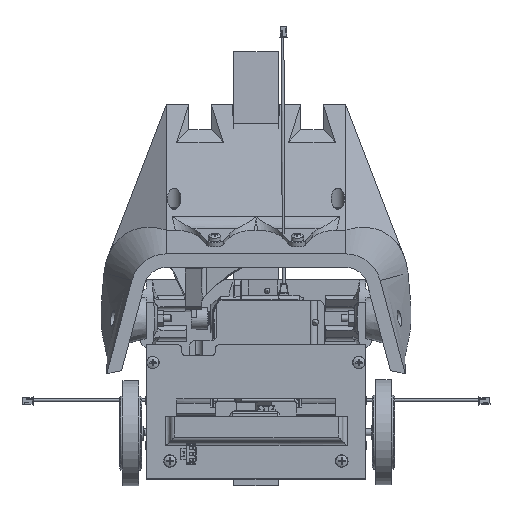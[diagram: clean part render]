
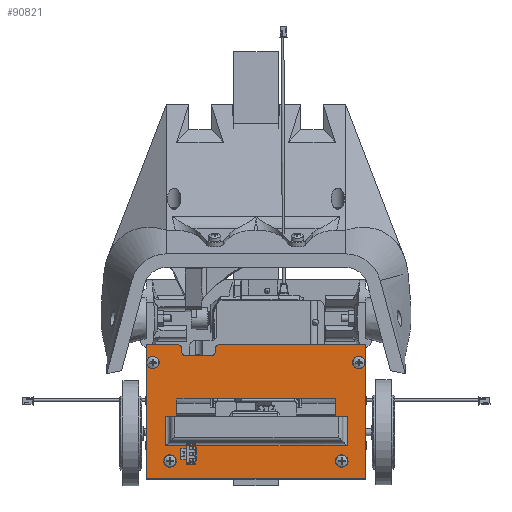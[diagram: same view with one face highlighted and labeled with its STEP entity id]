
A CAD part, top view. The second image highlights one B-rep face of the part: STEP entity #90821.
In plain terms, the highlighted planar face has unit normal (0, 0, 1).
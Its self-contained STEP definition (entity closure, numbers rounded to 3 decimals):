
#2290=FACE_BOUND('',#14030,.T.);
#2291=FACE_BOUND('',#14031,.T.);
#2292=FACE_BOUND('',#14032,.T.);
#2293=FACE_BOUND('',#14033,.T.);
#2294=FACE_BOUND('',#14034,.T.);
#4763=PLANE('',#97360);
#8931=FACE_OUTER_BOUND('',#14029,.T.);
#14029=EDGE_LOOP('',(#69877,#69878,#69879,#69880,#69881,#69882,#69883,#69884,
#69885,#69886,#69887,#69888));
#14030=EDGE_LOOP('',(#69889,#69890,#69891,#69892,#69893,#69894,#69895,#69896));
#14031=EDGE_LOOP('',(#69897));
#14032=EDGE_LOOP('',(#69898));
#14033=EDGE_LOOP('',(#69899));
#14034=EDGE_LOOP('',(#69900));
#20063=LINE('',#155453,#29861);
#20065=LINE('',#155460,#29863);
#20066=LINE('',#155462,#29864);
#20067=LINE('',#155466,#29865);
#20068=LINE('',#155470,#29866);
#20069=LINE('',#155474,#29867);
#20070=LINE('',#155478,#29868);
#20071=LINE('',#155480,#29869);
#20072=LINE('',#155481,#29870);
#20073=LINE('',#155483,#29871);
#20074=LINE('',#155485,#29872);
#20075=LINE('',#155487,#29873);
#20076=LINE('',#155489,#29874);
#20077=LINE('',#155491,#29875);
#20078=LINE('',#155493,#29876);
#20079=LINE('',#155494,#29877);
#29861=VECTOR('',#109561,10.);
#29863=VECTOR('',#109567,10.);
#29864=VECTOR('',#109568,10.);
#29865=VECTOR('',#109571,10.);
#29866=VECTOR('',#109574,10.);
#29867=VECTOR('',#109577,10.);
#29868=VECTOR('',#109580,10.);
#29869=VECTOR('',#109581,10.);
#29870=VECTOR('',#109582,10.);
#29871=VECTOR('',#109583,10.);
#29872=VECTOR('',#109584,10.);
#29873=VECTOR('',#109585,10.);
#29874=VECTOR('',#109586,10.);
#29875=VECTOR('',#109587,10.);
#29876=VECTOR('',#109588,10.);
#29877=VECTOR('',#109589,10.);
#38512=CIRCLE('',#97361,2.);
#38513=CIRCLE('',#97362,2.);
#38514=CIRCLE('',#97363,2.);
#38515=CIRCLE('',#97364,2.);
#38516=CIRCLE('',#97365,1.5);
#38517=CIRCLE('',#97366,1.5);
#38518=CIRCLE('',#97367,1.5);
#38519=CIRCLE('',#97368,1.5);
#42091=VERTEX_POINT('',#155450);
#42092=VERTEX_POINT('',#155452);
#42094=VERTEX_POINT('',#155458);
#42095=VERTEX_POINT('',#155459);
#42096=VERTEX_POINT('',#155461);
#42097=VERTEX_POINT('',#155463);
#42098=VERTEX_POINT('',#155465);
#42099=VERTEX_POINT('',#155467);
#42100=VERTEX_POINT('',#155469);
#42101=VERTEX_POINT('',#155471);
#42102=VERTEX_POINT('',#155473);
#42103=VERTEX_POINT('',#155475);
#42104=VERTEX_POINT('',#155477);
#42105=VERTEX_POINT('',#155479);
#42106=VERTEX_POINT('',#155482);
#42107=VERTEX_POINT('',#155484);
#42108=VERTEX_POINT('',#155486);
#42109=VERTEX_POINT('',#155488);
#42110=VERTEX_POINT('',#155490);
#42111=VERTEX_POINT('',#155492);
#42112=VERTEX_POINT('',#155495);
#42113=VERTEX_POINT('',#155497);
#42114=VERTEX_POINT('',#155499);
#42115=VERTEX_POINT('',#155501);
#52377=EDGE_CURVE('',#42091,#42092,#20063,.T.);
#52380=EDGE_CURVE('',#42094,#42095,#20065,.T.);
#52381=EDGE_CURVE('',#42095,#42096,#20066,.T.);
#52382=EDGE_CURVE('',#42097,#42096,#38512,.T.);
#52383=EDGE_CURVE('',#42097,#42098,#20067,.T.);
#52384=EDGE_CURVE('',#42099,#42098,#38513,.T.);
#52385=EDGE_CURVE('',#42099,#42100,#20068,.T.);
#52386=EDGE_CURVE('',#42101,#42100,#38514,.T.);
#52387=EDGE_CURVE('',#42101,#42102,#20069,.T.);
#52388=EDGE_CURVE('',#42103,#42102,#38515,.T.);
#52389=EDGE_CURVE('',#42103,#42104,#20070,.T.);
#52390=EDGE_CURVE('',#42104,#42105,#20071,.T.);
#52391=EDGE_CURVE('',#42105,#42094,#20072,.T.);
#52392=EDGE_CURVE('',#42106,#42092,#20073,.T.);
#52393=EDGE_CURVE('',#42107,#42091,#20074,.T.);
#52394=EDGE_CURVE('',#42108,#42107,#20075,.T.);
#52395=EDGE_CURVE('',#42108,#42109,#20076,.T.);
#52396=EDGE_CURVE('',#42109,#42110,#20077,.T.);
#52397=EDGE_CURVE('',#42110,#42111,#20078,.T.);
#52398=EDGE_CURVE('',#42111,#42106,#20079,.T.);
#52399=EDGE_CURVE('',#42112,#42112,#38516,.T.);
#52400=EDGE_CURVE('',#42113,#42113,#38517,.T.);
#52401=EDGE_CURVE('',#42114,#42114,#38518,.T.);
#52402=EDGE_CURVE('',#42115,#42115,#38519,.T.);
#69877=ORIENTED_EDGE('',*,*,#52380,.T.);
#69878=ORIENTED_EDGE('',*,*,#52381,.T.);
#69879=ORIENTED_EDGE('',*,*,#52382,.F.);
#69880=ORIENTED_EDGE('',*,*,#52383,.T.);
#69881=ORIENTED_EDGE('',*,*,#52384,.F.);
#69882=ORIENTED_EDGE('',*,*,#52385,.T.);
#69883=ORIENTED_EDGE('',*,*,#52386,.F.);
#69884=ORIENTED_EDGE('',*,*,#52387,.T.);
#69885=ORIENTED_EDGE('',*,*,#52388,.F.);
#69886=ORIENTED_EDGE('',*,*,#52389,.T.);
#69887=ORIENTED_EDGE('',*,*,#52390,.T.);
#69888=ORIENTED_EDGE('',*,*,#52391,.T.);
#69889=ORIENTED_EDGE('',*,*,#52392,.T.);
#69890=ORIENTED_EDGE('',*,*,#52377,.F.);
#69891=ORIENTED_EDGE('',*,*,#52393,.F.);
#69892=ORIENTED_EDGE('',*,*,#52394,.F.);
#69893=ORIENTED_EDGE('',*,*,#52395,.T.);
#69894=ORIENTED_EDGE('',*,*,#52396,.T.);
#69895=ORIENTED_EDGE('',*,*,#52397,.T.);
#69896=ORIENTED_EDGE('',*,*,#52398,.T.);
#69897=ORIENTED_EDGE('',*,*,#52399,.T.);
#69898=ORIENTED_EDGE('',*,*,#52400,.T.);
#69899=ORIENTED_EDGE('',*,*,#52401,.T.);
#69900=ORIENTED_EDGE('',*,*,#52402,.T.);
#90821=ADVANCED_FACE('',(#8931,#2290,#2291,#2292,#2293,#2294),#4763,.T.);
#97360=AXIS2_PLACEMENT_3D('',#155457,#109565,#109566);
#97361=AXIS2_PLACEMENT_3D('',#155464,#109569,#109570);
#97362=AXIS2_PLACEMENT_3D('',#155468,#109572,#109573);
#97363=AXIS2_PLACEMENT_3D('',#155472,#109575,#109576);
#97364=AXIS2_PLACEMENT_3D('',#155476,#109578,#109579);
#97365=AXIS2_PLACEMENT_3D('',#155496,#109590,#109591);
#97366=AXIS2_PLACEMENT_3D('',#155498,#109592,#109593);
#97367=AXIS2_PLACEMENT_3D('',#155500,#109594,#109595);
#97368=AXIS2_PLACEMENT_3D('',#155502,#109596,#109597);
#109561=DIRECTION('',(0.,1.,0.));
#109565=DIRECTION('center_axis',(0.,0.,1.));
#109566=DIRECTION('ref_axis',(1.,0.,0.));
#109567=DIRECTION('',(0.,1.,0.));
#109568=DIRECTION('',(-1.,0.,0.));
#109569=DIRECTION('center_axis',(0.,0.,-1.));
#109570=DIRECTION('ref_axis',(-0.707,0.707,0.));
#109571=DIRECTION('',(0.,-1.,0.));
#109572=DIRECTION('center_axis',(0.,0.,1.));
#109573=DIRECTION('ref_axis',(0.707,-0.707,0.));
#109574=DIRECTION('',(-1.,0.,0.));
#109575=DIRECTION('center_axis',(0.,0.,1.));
#109576=DIRECTION('ref_axis',(-0.707,-0.707,0.));
#109577=DIRECTION('',(0.,1.,0.));
#109578=DIRECTION('center_axis',(0.,0.,-1.));
#109579=DIRECTION('ref_axis',(0.707,0.707,0.));
#109580=DIRECTION('',(-1.,0.,0.));
#109581=DIRECTION('',(0.,-1.,0.));
#109582=DIRECTION('',(1.,0.,0.));
#109583=DIRECTION('',(1.,0.,0.));
#109584=DIRECTION('',(1.,0.,0.));
#109585=DIRECTION('',(0.,-1.,0.));
#109586=DIRECTION('',(1.,0.,0.));
#109587=DIRECTION('',(0.,1.,0.));
#109588=DIRECTION('',(1.,0.,0.));
#109589=DIRECTION('',(0.,-1.,0.));
#109590=DIRECTION('center_axis',(0.,0.,-1.));
#109591=DIRECTION('ref_axis',(1.,0.,0.));
#109592=DIRECTION('center_axis',(0.,0.,-1.));
#109593=DIRECTION('ref_axis',(1.,0.,0.));
#109594=DIRECTION('center_axis',(0.,0.,-1.));
#109595=DIRECTION('ref_axis',(1.,0.,0.));
#109596=DIRECTION('center_axis',(0.,0.,-1.));
#109597=DIRECTION('ref_axis',(1.,0.,0.));
#155450=CARTESIAN_POINT('',(40.765,3.234,2.));
#155452=CARTESIAN_POINT('',(40.765,16.234,2.));
#155453=CARTESIAN_POINT('',(40.765,7.984,2.));
#155457=CARTESIAN_POINT('Origin',(0.,18.5,2.));
#155458=CARTESIAN_POINT('',(49.,-11.5,2.));
#155459=CARTESIAN_POINT('',(49.,48.5,2.));
#155460=CARTESIAN_POINT('',(49.,-6.5,2.));
#155461=CARTESIAN_POINT('',(-16.114,48.5,2.));
#155462=CARTESIAN_POINT('',(49.,48.5,2.));
#155463=CARTESIAN_POINT('',(-18.114,46.5,2.));
#155464=CARTESIAN_POINT('Origin',(-16.114,46.5,2.));
#155465=CARTESIAN_POINT('',(-18.114,45.5,2.));
#155466=CARTESIAN_POINT('',(-18.114,31.,2.));
#155467=CARTESIAN_POINT('',(-20.114,43.5,2.));
#155468=CARTESIAN_POINT('Origin',(-20.114,45.5,2.));
#155469=CARTESIAN_POINT('',(-31.114,43.5,2.));
#155470=CARTESIAN_POINT('',(-9.057,43.5,2.));
#155471=CARTESIAN_POINT('',(-33.114,45.5,2.));
#155472=CARTESIAN_POINT('Origin',(-31.114,45.5,2.));
#155473=CARTESIAN_POINT('',(-33.114,46.5,2.));
#155474=CARTESIAN_POINT('',(-33.114,28.5,2.));
#155475=CARTESIAN_POINT('',(-35.114,48.5,2.));
#155476=CARTESIAN_POINT('Origin',(-35.114,46.5,2.));
#155477=CARTESIAN_POINT('',(-49.,48.5,2.));
#155478=CARTESIAN_POINT('',(49.,48.5,2.));
#155479=CARTESIAN_POINT('',(-49.,-11.5,2.));
#155480=CARTESIAN_POINT('',(-49.,31.,2.));
#155481=CARTESIAN_POINT('',(-49.,-11.5,2.));
#155482=CARTESIAN_POINT('',(35.765,16.234,2.));
#155483=CARTESIAN_POINT('',(19.383,16.234,2.));
#155484=CARTESIAN_POINT('',(-40.235,3.234,2.));
#155485=CARTESIAN_POINT('',(-19.117,3.234,2.));
#155486=CARTESIAN_POINT('',(-40.235,16.234,2.));
#155487=CARTESIAN_POINT('',(-40.235,13.484,2.));
#155488=CARTESIAN_POINT('',(-35.235,16.234,2.));
#155489=CARTESIAN_POINT('',(-17.617,16.234,2.));
#155490=CARTESIAN_POINT('',(-35.235,24.234,2.));
#155491=CARTESIAN_POINT('',(-35.235,8.234,2.));
#155492=CARTESIAN_POINT('',(35.765,24.234,2.));
#155493=CARTESIAN_POINT('',(-35.235,24.234,2.));
#155494=CARTESIAN_POINT('',(35.765,24.234,2.));
#155495=CARTESIAN_POINT('',(44.5,40.5,2.));
#155496=CARTESIAN_POINT('Origin',(46.,40.5,2.));
#155497=CARTESIAN_POINT('',(-47.5,40.5,2.));
#155498=CARTESIAN_POINT('Origin',(-46.,40.5,2.));
#155499=CARTESIAN_POINT('',(36.882,-3.494,2.));
#155500=CARTESIAN_POINT('Origin',(38.382,-3.494,2.));
#155501=CARTESIAN_POINT('',(-39.882,-3.494,2.));
#155502=CARTESIAN_POINT('Origin',(-38.382,-3.494,2.));
